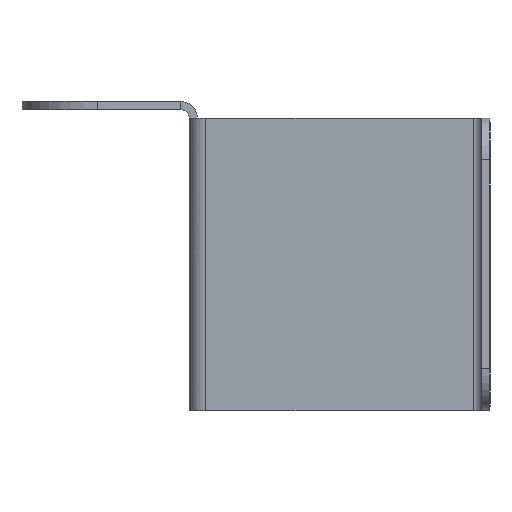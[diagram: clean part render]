
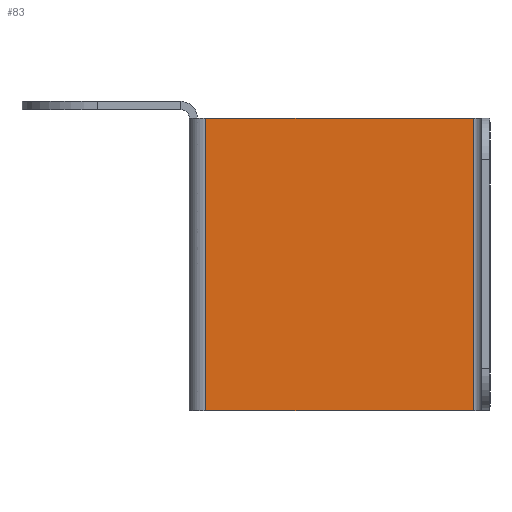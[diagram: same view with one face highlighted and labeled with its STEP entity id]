
A CAD part, left-side view. The second image highlights one B-rep face of the part: STEP entity #83.
In plain terms, the highlighted planar face has unit normal (-1, 0, 0).
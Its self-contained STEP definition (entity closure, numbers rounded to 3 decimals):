
#18 = LINE ( 'NONE', #1866, #369 ) ;
#57 = EDGE_CURVE ( 'NONE', #302, #1533, #260, .T. ) ;
#83 = ADVANCED_FACE ( 'NONE', ( #1968 ), #96, .F. ) ;
#96 = PLANE ( 'NONE',  #521 ) ;
#117 = CARTESIAN_POINT ( 'NONE',  ( -37., 4., 70. ) ) ;
#134 = CARTESIAN_POINT ( 'NONE',  ( -37., 68., 70. ) ) ;
#145 = ORIENTED_EDGE ( 'NONE', *, *, #1991, .T. ) ;
#146 = EDGE_CURVE ( 'NONE', #1518, #1533, #174, .T. ) ;
#174 = LINE ( 'NONE', #313, #1308 ) ;
#242 = LINE ( 'NONE', #134, #1495 ) ;
#251 = VECTOR ( 'NONE', #1023, 1000. ) ;
#255 = EDGE_LOOP ( 'NONE', ( #966, #1239, #1328, #145 ) ) ;
#260 = LINE ( 'NONE', #1190, #251 ) ;
#302 = VERTEX_POINT ( 'NONE', #117 ) ;
#313 = CARTESIAN_POINT ( 'NONE',  ( -37., 0., 0. ) ) ;
#369 = VECTOR ( 'NONE', #1722, 1000. ) ;
#430 = DIRECTION ( 'NONE',  ( 0., 0., -1. ) ) ;
#483 = DIRECTION ( 'NONE',  ( 0., -1., 0. ) ) ;
#514 = EDGE_CURVE ( 'NONE', #1165, #302, #18, .T. ) ;
#521 = AXIS2_PLACEMENT_3D ( 'NONE', #1351, #1826, #1506 ) ;
#902 = CARTESIAN_POINT ( 'NONE',  ( -37., 68., 0. ) ) ;
#966 = ORIENTED_EDGE ( 'NONE', *, *, #146, .T. ) ;
#1023 = DIRECTION ( 'NONE',  ( 0., 0., -1. ) ) ;
#1165 = VERTEX_POINT ( 'NONE', #1820 ) ;
#1190 = CARTESIAN_POINT ( 'NONE',  ( -37., 4., 70. ) ) ;
#1237 = CARTESIAN_POINT ( 'NONE',  ( -37., 4., 0. ) ) ;
#1239 = ORIENTED_EDGE ( 'NONE', *, *, #57, .F. ) ;
#1308 = VECTOR ( 'NONE', #483, 1000. ) ;
#1328 = ORIENTED_EDGE ( 'NONE', *, *, #514, .F. ) ;
#1351 = CARTESIAN_POINT ( 'NONE',  ( -37., 0., 70. ) ) ;
#1495 = VECTOR ( 'NONE', #430, 1000. ) ;
#1506 = DIRECTION ( 'NONE',  ( 0., 1., 0. ) ) ;
#1518 = VERTEX_POINT ( 'NONE', #902 ) ;
#1533 = VERTEX_POINT ( 'NONE', #1237 ) ;
#1722 = DIRECTION ( 'NONE',  ( 0., -1., 0. ) ) ;
#1820 = CARTESIAN_POINT ( 'NONE',  ( -37., 68., 70. ) ) ;
#1826 = DIRECTION ( 'NONE',  ( 1., 0., 0. ) ) ;
#1866 = CARTESIAN_POINT ( 'NONE',  ( -37., 0., 70. ) ) ;
#1968 = FACE_OUTER_BOUND ( 'NONE', #255, .T. ) ;
#1991 = EDGE_CURVE ( 'NONE', #1165, #1518, #242, .T. ) ;
